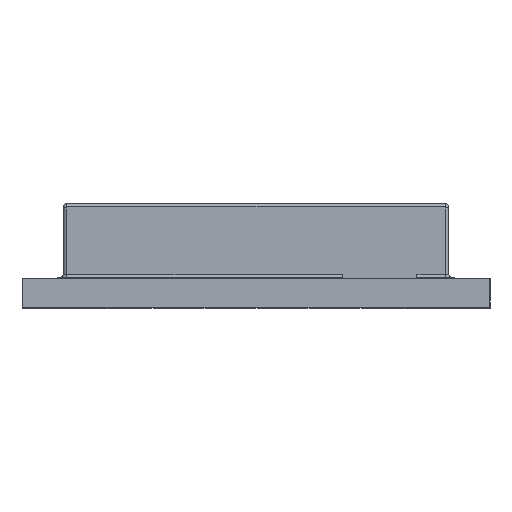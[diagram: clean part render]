
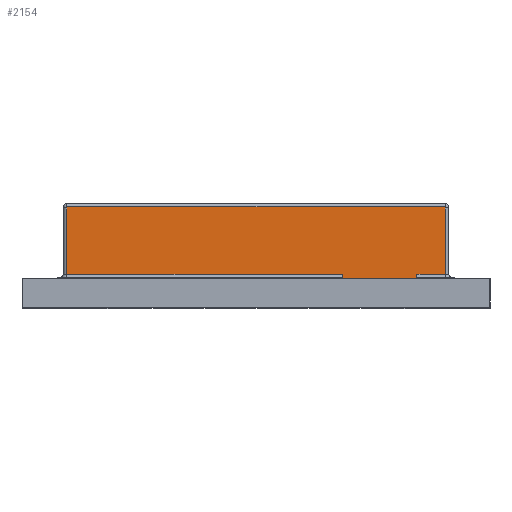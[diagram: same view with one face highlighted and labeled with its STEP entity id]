
A CAD part, top view. The second image highlights one B-rep face of the part: STEP entity #2154.
In plain terms, the highlighted planar face has unit normal (0, 0, 1).
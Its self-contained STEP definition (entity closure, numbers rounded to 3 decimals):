
#1 = PLANE ( 'NONE',  #2028 ) ;
#23 = EDGE_CURVE ( 'NONE', #3632, #6189, #3983, .T. ) ;
#229 = EDGE_CURVE ( 'NONE', #5208, #7101, #2224, .T. ) ;
#342 = CARTESIAN_POINT ( 'NONE',  ( 5.15, 0.9, 2.7 ) ) ;
#356 = VERTEX_POINT ( 'NONE', #5793 ) ;
#956 = CARTESIAN_POINT ( 'NONE',  ( 5.15, 0.78, 2.7 ) ) ;
#1544 = EDGE_CURVE ( 'NONE', #5180, #356, #3332, .T. ) ;
#1612 = CARTESIAN_POINT ( 'NONE',  ( 5.05, 2.79, 2.7 ) ) ;
#1614 = VECTOR ( 'NONE', #2704, 1000. ) ;
#1623 = CARTESIAN_POINT ( 'NONE',  ( -5.05, 2.79, 2.7 ) ) ;
#1660 = EDGE_LOOP ( 'NONE', ( #4403, #2551, #2902, #7040, #6122, #6312, #3387, #2050 ) ) ;
#1744 = DIRECTION ( 'NONE',  ( 0., 0., -1. ) ) ;
#1856 = EDGE_CURVE ( 'NONE', #7726, #1997, #2144, .T. ) ;
#1997 = VERTEX_POINT ( 'NONE', #3828 ) ;
#2028 = AXIS2_PLACEMENT_3D ( 'NONE', #4712, #1744, #4139 ) ;
#2050 = ORIENTED_EDGE ( 'NONE', *, *, #6255, .T. ) ;
#2051 = CARTESIAN_POINT ( 'NONE',  ( 5.05, 0.9, 2.7 ) ) ;
#2144 = LINE ( 'NONE', #5738, #7382 ) ;
#2154 = ADVANCED_FACE ( 'NONE', ( #2449 ), #1, .F. ) ;
#2224 = LINE ( 'NONE', #6733, #4337 ) ;
#2439 = CARTESIAN_POINT ( 'NONE',  ( -5.15, 2.69, 2.7 ) ) ;
#2449 = FACE_OUTER_BOUND ( 'NONE', #1660, .T. ) ;
#2551 = ORIENTED_EDGE ( 'NONE', *, *, #6802, .T. ) ;
#2585 = EDGE_CURVE ( 'NONE', #6189, #7726, #5713, .T. ) ;
#2625 = LINE ( 'NONE', #342, #1614 ) ;
#2704 = DIRECTION ( 'NONE',  ( 1., 0., 0. ) ) ;
#2710 = CARTESIAN_POINT ( 'NONE',  ( 5.15, 0.9, 2.7 ) ) ;
#2850 = VECTOR ( 'NONE', #3430, 1000. ) ;
#2902 = ORIENTED_EDGE ( 'NONE', *, *, #1544, .T. ) ;
#3098 = DIRECTION ( 'NONE',  ( 0., -1., 0. ) ) ;
#3179 = DIRECTION ( 'NONE',  ( -1., 0., 0. ) ) ;
#3332 = LINE ( 'NONE', #1612, #7250 ) ;
#3387 = ORIENTED_EDGE ( 'NONE', *, *, #1856, .T. ) ;
#3430 = DIRECTION ( 'NONE',  ( 0., -1., 0. ) ) ;
#3632 = VERTEX_POINT ( 'NONE', #7369 ) ;
#3635 = DIRECTION ( 'NONE',  ( 0., 1., 0. ) ) ;
#3663 = VECTOR ( 'NONE', #3179, 1000. ) ;
#3702 = CARTESIAN_POINT ( 'NONE',  ( 2.3, 0.9, 2.7 ) ) ;
#3828 = CARTESIAN_POINT ( 'NONE',  ( 2.3, 0.78, 2.7 ) ) ;
#3983 = LINE ( 'NONE', #1623, #2850 ) ;
#4139 = DIRECTION ( 'NONE',  ( -1., 0., 0. ) ) ;
#4337 = VECTOR ( 'NONE', #3098, 1000. ) ;
#4377 = CARTESIAN_POINT ( 'NONE',  ( 4.3, 0.78, 2.7 ) ) ;
#4403 = ORIENTED_EDGE ( 'NONE', *, *, #229, .F. ) ;
#4712 = CARTESIAN_POINT ( 'NONE',  ( 5.15, 2.79, 2.7 ) ) ;
#4905 = DIRECTION ( 'NONE',  ( 1., 0., 0. ) ) ;
#5180 = VERTEX_POINT ( 'NONE', #2051 ) ;
#5181 = CARTESIAN_POINT ( 'NONE',  ( 4.3, 0.9, 2.7 ) ) ;
#5208 = VERTEX_POINT ( 'NONE', #5181 ) ;
#5234 = DIRECTION ( 'NONE',  ( 0., -1., 0. ) ) ;
#5396 = EDGE_CURVE ( 'NONE', #356, #3632, #5515, .T. ) ;
#5515 = LINE ( 'NONE', #2439, #3663 ) ;
#5713 = LINE ( 'NONE', #2710, #6035 ) ;
#5738 = CARTESIAN_POINT ( 'NONE',  ( 2.3, 0.8, 2.7 ) ) ;
#5776 = CARTESIAN_POINT ( 'NONE',  ( -5.05, 0.9, 2.7 ) ) ;
#5793 = CARTESIAN_POINT ( 'NONE',  ( 5.05, 2.69, 2.7 ) ) ;
#6035 = VECTOR ( 'NONE', #4905, 1000. ) ;
#6122 = ORIENTED_EDGE ( 'NONE', *, *, #23, .T. ) ;
#6189 = VERTEX_POINT ( 'NONE', #5776 ) ;
#6211 = VECTOR ( 'NONE', #6330, 1000. ) ;
#6255 = EDGE_CURVE ( 'NONE', #1997, #7101, #6285, .T. ) ;
#6285 = LINE ( 'NONE', #956, #6211 ) ;
#6312 = ORIENTED_EDGE ( 'NONE', *, *, #2585, .T. ) ;
#6330 = DIRECTION ( 'NONE',  ( 1., 0., 0. ) ) ;
#6733 = CARTESIAN_POINT ( 'NONE',  ( 4.3, 0.8, 2.7 ) ) ;
#6802 = EDGE_CURVE ( 'NONE', #5208, #5180, #2625, .T. ) ;
#7040 = ORIENTED_EDGE ( 'NONE', *, *, #5396, .T. ) ;
#7101 = VERTEX_POINT ( 'NONE', #4377 ) ;
#7250 = VECTOR ( 'NONE', #3635, 1000. ) ;
#7369 = CARTESIAN_POINT ( 'NONE',  ( -5.05, 2.69, 2.7 ) ) ;
#7382 = VECTOR ( 'NONE', #5234, 1000. ) ;
#7726 = VERTEX_POINT ( 'NONE', #3702 ) ;
